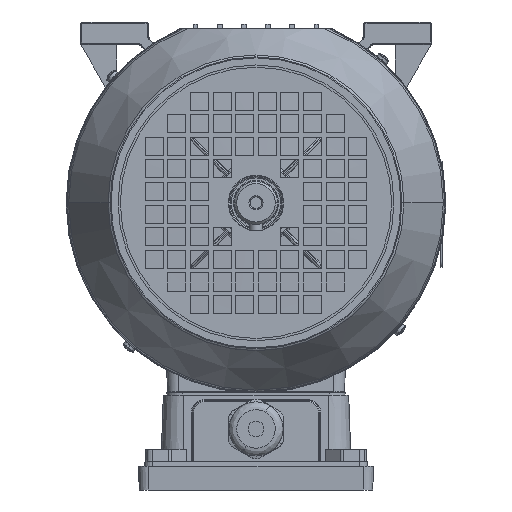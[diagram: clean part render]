
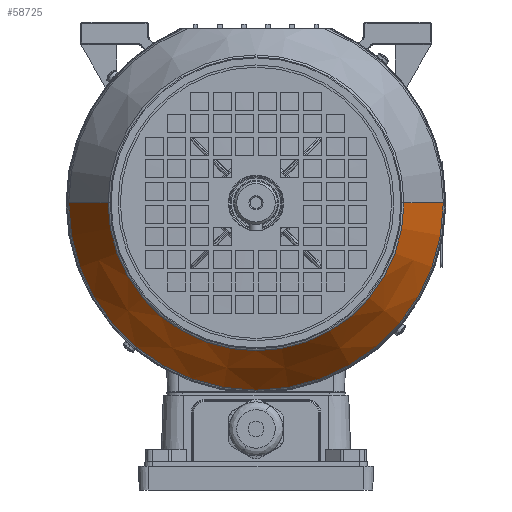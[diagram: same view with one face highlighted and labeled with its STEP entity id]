
A CAD part, left-side view. The second image highlights one B-rep face of the part: STEP entity #58725.
In plain terms, the highlighted conical face has half-angle 29.65 degrees and reference radius 65 mm.
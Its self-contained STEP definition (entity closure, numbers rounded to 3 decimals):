
#998 = EDGE_CURVE ( 'NONE', #42930, #31912, #35253, .T. ) ;
#2825 = AXIS2_PLACEMENT_3D ( 'NONE', #71667, #56631, #59097 ) ;
#4505 = CARTESIAN_POINT ( 'NONE',  ( 37.65, 0., 82.845 ) ) ;
#14377 = ORIENTED_EDGE ( 'NONE', *, *, #150106, .T. ) ;
#15376 = VERTEX_POINT ( 'NONE', #133013 ) ;
#31912 = VERTEX_POINT ( 'NONE', #59598 ) ;
#34870 = DIRECTION ( 'NONE',  ( 0., 0., -1. ) ) ;
#35253 = LINE ( 'NONE', #160889, #141398 ) ;
#42930 = VERTEX_POINT ( 'NONE', #129253 ) ;
#48558 = DIRECTION ( 'NONE',  ( -0.869, 0., -0.495 ) ) ;
#51402 = CIRCLE ( 'NONE', #115176, 82.845 ) ;
#56631 = DIRECTION ( 'NONE',  ( -1., 0., 0. ) ) ;
#57803 = DIRECTION ( 'NONE',  ( 0., 0., 1. ) ) ;
#58725 = ADVANCED_FACE ( 'NONE', ( #131086 ), #59268, .T. ) ;
#59097 = DIRECTION ( 'NONE',  ( 0., 0., -1. ) ) ;
#59268 = CONICAL_SURFACE ( 'NONE', #112539, 65., 0.517 ) ;
#59598 = CARTESIAN_POINT ( 'NONE',  ( 37.65, 0., -82.845 ) ) ;
#67829 = CARTESIAN_POINT ( 'NONE',  ( 69., 0., 0. ) ) ;
#68452 = EDGE_CURVE ( 'NONE', #15376, #89240, #93792, .T. ) ;
#71667 = CARTESIAN_POINT ( 'NONE',  ( 68.242, 0., 0. ) ) ;
#72669 = ORIENTED_EDGE ( 'NONE', *, *, #115555, .T. ) ;
#87604 = ORIENTED_EDGE ( 'NONE', *, *, #998, .T. ) ;
#87968 = CIRCLE ( 'NONE', #2825, 65.431 ) ;
#89240 = VERTEX_POINT ( 'NONE', #4505 ) ;
#92968 = CARTESIAN_POINT ( 'NONE',  ( 69., 0., 65. ) ) ;
#93792 = LINE ( 'NONE', #92968, #150420 ) ;
#97280 = CARTESIAN_POINT ( 'NONE',  ( 37.65, 0., 0. ) ) ;
#112539 = AXIS2_PLACEMENT_3D ( 'NONE', #67829, #134452, #57803 ) ;
#115176 = AXIS2_PLACEMENT_3D ( 'NONE', #97280, #148850, #34870 ) ;
#115555 = EDGE_CURVE ( 'NONE', #31912, #89240, #51402, .T. ) ;
#121253 = DIRECTION ( 'NONE',  ( -0.869, 0., 0.495 ) ) ;
#127126 = ORIENTED_EDGE ( 'NONE', *, *, #68452, .F. ) ;
#129253 = CARTESIAN_POINT ( 'NONE',  ( 68.242, 0., -65.431 ) ) ;
#129365 = EDGE_LOOP ( 'NONE', ( #14377, #87604, #72669, #127126 ) ) ;
#131086 = FACE_OUTER_BOUND ( 'NONE', #129365, .T. ) ;
#133013 = CARTESIAN_POINT ( 'NONE',  ( 68.242, 0., 65.431 ) ) ;
#134452 = DIRECTION ( 'NONE',  ( -1., 0., 0. ) ) ;
#141398 = VECTOR ( 'NONE', #48558, 1000. ) ;
#148850 = DIRECTION ( 'NONE',  ( 1., 0., 0. ) ) ;
#150106 = EDGE_CURVE ( 'NONE', #15376, #42930, #87968, .T. ) ;
#150420 = VECTOR ( 'NONE', #121253, 1000. ) ;
#160889 = CARTESIAN_POINT ( 'NONE',  ( 69., 0., -65. ) ) ;
